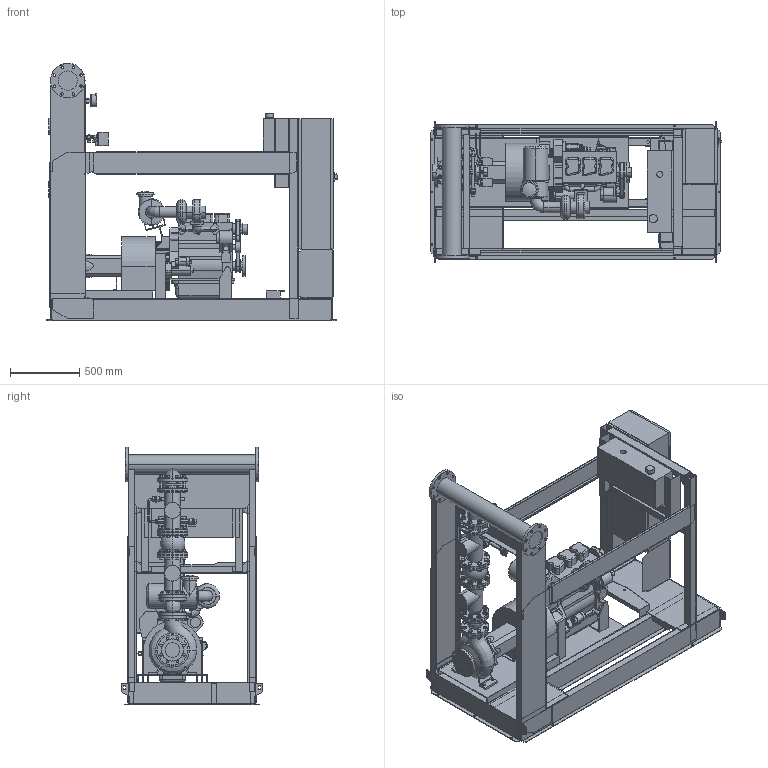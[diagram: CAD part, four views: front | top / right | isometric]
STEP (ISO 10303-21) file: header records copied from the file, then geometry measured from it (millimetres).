
FILE_DESCRIPTION((''),'2;1');
FILE_NAME('3d_Sifire-EN-80_200-215.5-47.7D-4183829.stp','2015-05-26T10:33:49',(''),(''),'Mechanical Desktop 2009','Mechanical Desktop 2009',', , ');
FILE_SCHEMA(('CONFIG_CONTROL_DESIGN'));
Length unit declared in the file: millimetre
Products named in the file (1): Product
Bounding box: 2105.5 x 1026 x 1860 mm (x, y, z)
Volume: 334120368.8 mm3; surface area: 27460477.3 mm2
Topology: 179 solids, 180 shells, 4507 faces, 10966 edges, 6910 vertices
Faces by surface type: plane 1716, bspline 1212, cylinder 931, cone 544, torus 97, sphere 7
Entity records: 142509 total; most frequent: CARTESIAN_POINT 42476, ORIENTED_EDGE 21908, DIRECTION 19340, EDGE_CURVE 10954, VERTEX_POINT 6908, AXIS2_PLACEMENT_3D 6768, VECTOR 5804, LINE 5804
